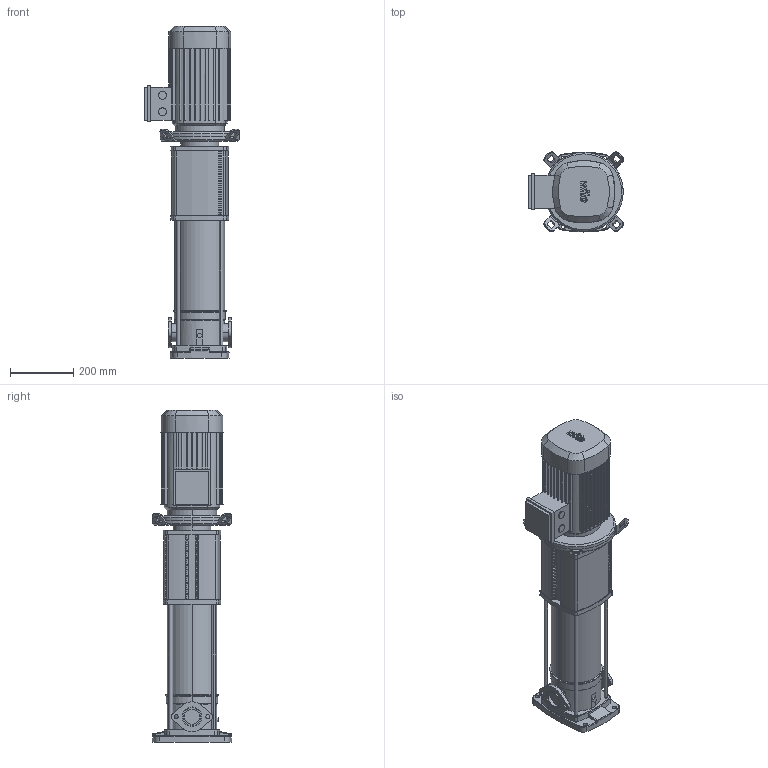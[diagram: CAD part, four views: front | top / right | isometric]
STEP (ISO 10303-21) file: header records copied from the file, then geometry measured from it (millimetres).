
FILE_DESCRIPTION((''),'2;1');
FILE_NAME('3d_HELIXV1009-1_16_E_K-4150552.stp','2016-08-24T08:36:42',(''),(''),'Mechanical Desktop 2009','Mechanical Desktop 2009',', , ');
FILE_SCHEMA(('CONFIG_CONTROL_DESIGN'));
Length unit declared in the file: millimetre
Products named in the file (1): Product
Bounding box: 300.91 x 252 x 1050.2 mm (x, y, z)
Volume: 24138700.5 mm3; surface area: 1628278.9 mm2
Topology: 18 solids, 18 shells, 1099 faces, 2995 edges, 1962 vertices
Faces by surface type: plane 536, bspline 299, cylinder 208, cone 34, torus 18, sphere 4
Entity records: 36140 total; most frequent: CARTESIAN_POINT 8056, ORIENTED_EDGE 5990, DIRECTION 5373, EDGE_CURVE 2995, VECTOR 2083, LINE 2083, VERTEX_POINT 1962, AXIS2_PLACEMENT_3D 1645
